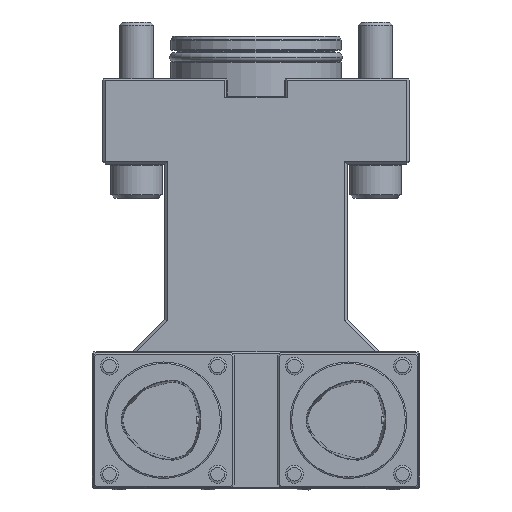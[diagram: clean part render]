
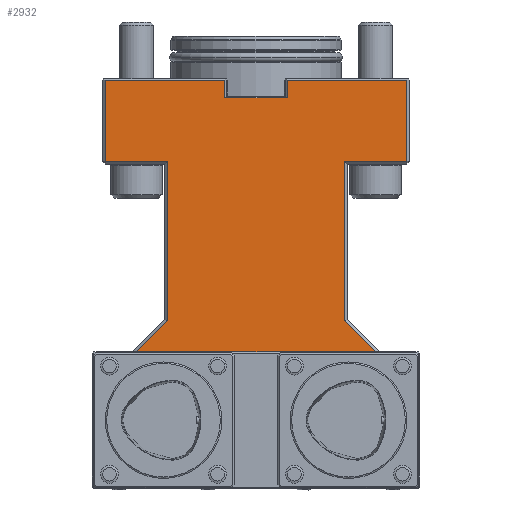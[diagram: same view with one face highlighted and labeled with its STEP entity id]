
A CAD part, left-side view. The second image highlights one B-rep face of the part: STEP entity #2932.
In plain terms, the highlighted planar face has unit normal (-1, 0, 0).
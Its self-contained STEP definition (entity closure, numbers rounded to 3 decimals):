
#178=LINE('',#13554,#978);
#181=LINE('',#13560,#981);
#184=LINE('',#13566,#984);
#253=LINE('',#13744,#1053);
#271=LINE('',#13785,#1071);
#357=LINE('',#13981,#1157);
#365=LINE('',#13993,#1165);
#390=LINE('',#14051,#1190);
#416=LINE('',#14122,#1216);
#417=LINE('',#14124,#1217);
#418=LINE('',#14126,#1218);
#419=LINE('',#14127,#1219);
#420=LINE('',#14128,#1220);
#421=LINE('',#14130,#1221);
#978=VECTOR('',#9557,1.);
#981=VECTOR('',#9562,1.);
#984=VECTOR('',#9567,1.);
#1053=VECTOR('',#9726,1.);
#1071=VECTOR('',#9754,1.);
#1157=VECTOR('',#9954,1.);
#1165=VECTOR('',#9970,1.);
#1190=VECTOR('',#10027,1.);
#1216=VECTOR('',#10105,1.);
#1217=VECTOR('',#10108,1.);
#1218=VECTOR('',#10109,1.);
#1219=VECTOR('',#10110,1.);
#1220=VECTOR('',#10111,1.);
#1221=VECTOR('',#10112,1.);
#1891=PLANE('',#8814);
#2281=FACE_OUTER_BOUND('',#3788,.T.);
#2932=ADVANCED_FACE('',(#2281),#1891,.F.);
#3788=EDGE_LOOP('',(#5031,#5032,#5033,#5034,#5035,#5036,#5037,#5038,#5039,
#5040,#5041,#5042,#5043,#5044));
#5031=ORIENTED_EDGE('',*,*,#7599,.T.);
#5032=ORIENTED_EDGE('',*,*,#7736,.T.);
#5033=ORIENTED_EDGE('',*,*,#7774,.T.);
#5034=ORIENTED_EDGE('',*,*,#7775,.T.);
#5035=ORIENTED_EDGE('',*,*,#7581,.T.);
#5036=ORIENTED_EDGE('',*,*,#7699,.T.);
#5037=ORIENTED_EDGE('',*,*,#7773,.T.);
#5038=ORIENTED_EDGE('',*,*,#7776,.T.);
#5039=ORIENTED_EDGE('',*,*,#7490,.T.);
#5040=ORIENTED_EDGE('',*,*,#7487,.T.);
#5041=ORIENTED_EDGE('',*,*,#7484,.T.);
#5042=ORIENTED_EDGE('',*,*,#7777,.T.);
#5043=ORIENTED_EDGE('',*,*,#7778,.T.);
#5044=ORIENTED_EDGE('',*,*,#7707,.T.);
#6708=VERTEX_POINT('',#13553);
#6709=VERTEX_POINT('',#13555);
#6711=VERTEX_POINT('',#13561);
#6713=VERTEX_POINT('',#13567);
#6775=VERTEX_POINT('',#13742);
#6777=VERTEX_POINT('',#13745);
#6779=VERTEX_POINT('',#13751);
#6789=VERTEX_POINT('',#13773);
#6792=VERTEX_POINT('',#13780);
#6794=VERTEX_POINT('',#13784);
#6864=VERTEX_POINT('',#14050);
#6883=VERTEX_POINT('',#14121);
#6884=VERTEX_POINT('',#14125);
#6885=VERTEX_POINT('',#14129);
#7484=EDGE_CURVE('',#6709,#6708,#178,.T.);
#7487=EDGE_CURVE('',#6711,#6709,#181,.T.);
#7490=EDGE_CURVE('',#6713,#6711,#184,.T.);
#7581=EDGE_CURVE('',#6777,#6775,#253,.T.);
#7599=EDGE_CURVE('',#6792,#6794,#271,.T.);
#7699=EDGE_CURVE('',#6775,#6779,#357,.T.);
#7707=EDGE_CURVE('',#6789,#6792,#365,.T.);
#7736=EDGE_CURVE('',#6794,#6864,#390,.T.);
#7773=EDGE_CURVE('',#6779,#6883,#416,.T.);
#7774=EDGE_CURVE('',#6864,#6884,#417,.T.);
#7775=EDGE_CURVE('',#6884,#6777,#418,.T.);
#7776=EDGE_CURVE('',#6883,#6713,#419,.T.);
#7777=EDGE_CURVE('',#6708,#6885,#420,.T.);
#7778=EDGE_CURVE('',#6885,#6789,#421,.T.);
#8814=AXIS2_PLACEMENT_3D('',#14131,#10113,#10114);
#9557=DIRECTION('',(0.,0.,1.));
#9562=DIRECTION('',(0.,1.,0.));
#9567=DIRECTION('',(0.,0.,-1.));
#9726=DIRECTION('',(0.,0.,1.));
#9754=DIRECTION('',(0.,0.,-1.));
#9954=DIRECTION('',(0.,-1.,0.));
#9970=DIRECTION('',(0.,-1.,0.));
#10027=DIRECTION('',(0.,0.707,-0.707));
#10105=DIRECTION('',(0.,0.,1.));
#10108=DIRECTION('',(0.,-1.,0.));
#10109=DIRECTION('',(0.,0.707,0.707));
#10110=DIRECTION('',(0.,1.,0.));
#10111=DIRECTION('',(0.,1.,0.));
#10112=DIRECTION('',(0.,0.,-1.));
#10113=DIRECTION('',(1.,0.,0.));
#10114=DIRECTION('',(0.,0.,-1.));
#13553=CARTESIAN_POINT('',(-65.,11.,-0.5));
#13554=CARTESIAN_POINT('',(-65.,11.,0.));
#13555=CARTESIAN_POINT('',(-65.,11.,-6.7));
#13560=CARTESIAN_POINT('',(-65.,10.5,-6.7));
#13561=CARTESIAN_POINT('',(-65.,-11.,-6.7));
#13566=CARTESIAN_POINT('',(-65.,-11.,-6.2));
#13567=CARTESIAN_POINT('',(-65.,-11.,-0.5));
#13742=CARTESIAN_POINT('',(-65.,-31.,-29.));
#13744=CARTESIAN_POINT('',(-65.,-31.,-144.));
#13745=CARTESIAN_POINT('',(-65.,-31.,-85.101));
#13751=CARTESIAN_POINT('',(-65.,-53.,-29.));
#13773=CARTESIAN_POINT('',(-65.,53.,-29.));
#13780=CARTESIAN_POINT('',(-65.,31.,-29.));
#13784=CARTESIAN_POINT('',(-65.,31.,-85.101));
#13785=CARTESIAN_POINT('',(-65.,31.,-144.));
#13981=CARTESIAN_POINT('',(-65.,-57.5,-29.));
#13993=CARTESIAN_POINT('',(-65.,-57.5,-29.));
#14050=CARTESIAN_POINT('',(-65.,41.899,-96.));
#14051=CARTESIAN_POINT('',(-65.,16.2,-70.3));
#14121=CARTESIAN_POINT('',(-65.,-53.,-0.5));
#14122=CARTESIAN_POINT('',(-65.,-53.,-144.));
#14124=CARTESIAN_POINT('',(-65.,57.5,-96.));
#14125=CARTESIAN_POINT('',(-65.,-41.899,-96.));
#14126=CARTESIAN_POINT('',(-65.,-73.7,-127.8));
#14127=CARTESIAN_POINT('',(-65.,-57.5,-0.5));
#14128=CARTESIAN_POINT('',(-65.,-57.5,-0.5));
#14129=CARTESIAN_POINT('',(-65.,53.,-0.5));
#14130=CARTESIAN_POINT('',(-65.,53.,-144.));
#14131=CARTESIAN_POINT('',(-65.,-57.5,-144.));
